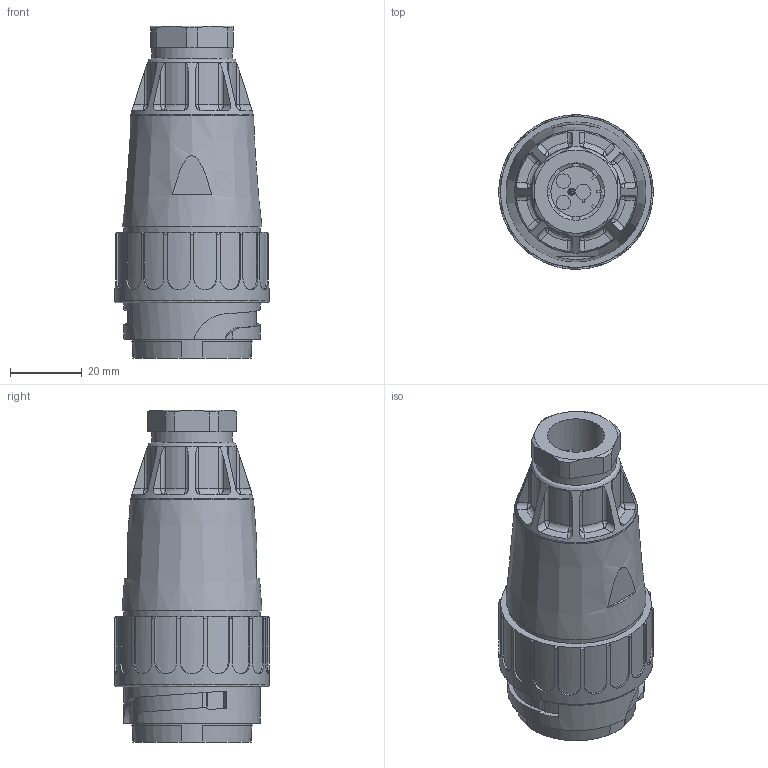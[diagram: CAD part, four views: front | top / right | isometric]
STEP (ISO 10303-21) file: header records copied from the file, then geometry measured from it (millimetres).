
FILE_DESCRIPTION(/* description */ (''),/* implementation_level */ '2;1');
FILE_NAME(/* name */ 'C016_10H012_004_2.stp',/* time_stamp */ '2016-03-22T10:55:35+01:00',/* author */ (''),/* organization */ (''),/* preprocessor_version */ 'ST-DEVELOPER v15',/* originating_system */ 'SIEMENS PLM Software NX 9.0',/* authorisation */ '');
FILE_SCHEMA (('CONFIG_CONTROL_DESIGN'));
Length unit declared in the file: millimetre
Products named in the file (1): c3d-c016 10h012 004 2nxm001-01
Bounding box: 43 x 43 x 92.5 mm (x, y, z)
Volume: 55821 mm3; surface area: 35462.2 mm2
Topology: 1 solids, 12 shells, 859 faces, 2252 edges, 1453 vertices
Faces by surface type: plane 487, cylinder 264, cone 60, bspline 46, torus 2
Full cylindrical faces by diameter (mm): 1.575 x2, 1.95 x2, 3.7 x9, 4 x9, 4.9 x5, 14 x1, 15.5 x1, 16 x1, 18.5 x1, 20 x1, 22.5 x1, 25 x1, 29.1 x1, 30 x1, 30.2 x2, 33 x1, 33.2 x1, 36.5 x1, 38 x3, 38.2 x1, 43 x1
Entity records: 28271 total; most frequent: CARTESIAN_POINT 7814, ORIENTED_EDGE 4298, DIRECTION 4095, EDGE_CURVE 2149, AXIS2_PLACEMENT_3D 1494, VERTEX_POINT 1428, LINE 1107, VECTOR 1107
